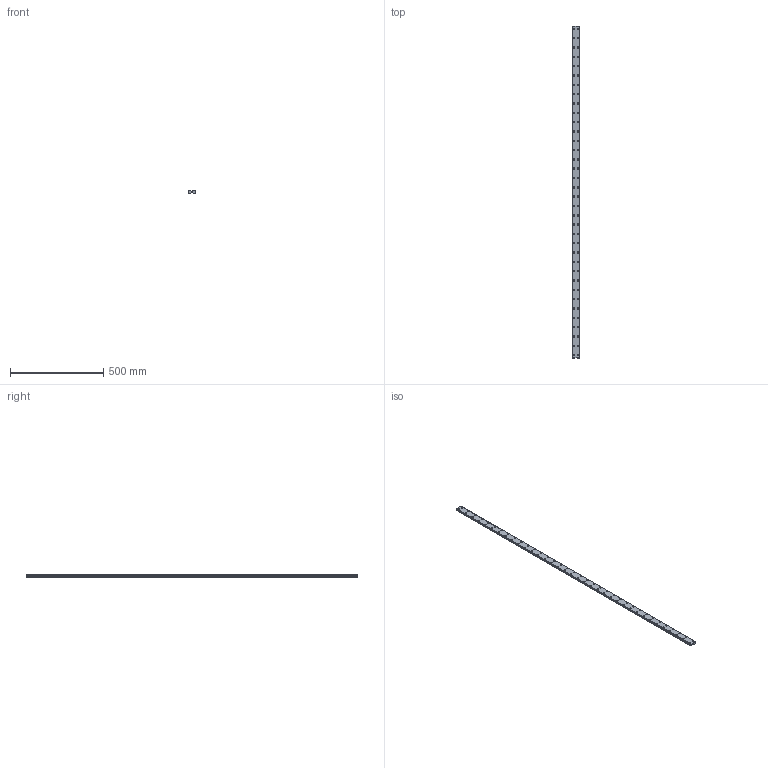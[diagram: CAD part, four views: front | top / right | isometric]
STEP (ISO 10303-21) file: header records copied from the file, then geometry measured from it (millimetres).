
FILE_DESCRIPTION(('STEP AP214'),'1');
FILE_NAME('cctmp_C7111A4E-EFAB-4D50-BE3F-185EE38ABAD7_2021_03_03_11_02_56_0578..stp','2021-03-03T10:02:56',('HIWIN GmbH'),('CADClick - www.CADClick.com'),'Spatial InterOp 3D',' ','unknown authorization');
FILE_SCHEMA(('AUTOMOTIVE_DESIGN'));
Length unit declared in the file: millimetre
Products named in the file (1): WER21R1780H_FILE
Bounding box: 37 x 1780 x 11 mm (x, y, z)
Volume: 659394.4 mm3; surface area: 193105.6 mm2
Topology: 1 solids, 1 shells, 751 faces, 1587 edges, 1058 vertices
Faces by surface type: cylinder 450, plane 301
Entity records: 26613 total; most frequent: DIRECTION 3991, CARTESIAN_POINT 3397, ORIENTED_EDGE 3174, AXIS2_PLACEMENT_3D 1652, EDGE_CURVE 1587, VERTEX_POINT 1058, EDGE_LOOP 971, CIRCLE 900
